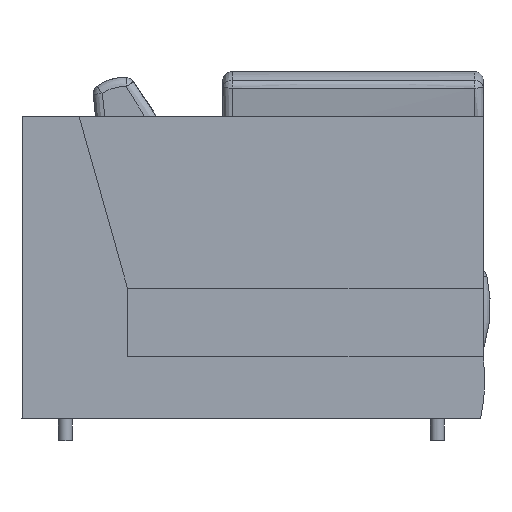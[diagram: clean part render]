
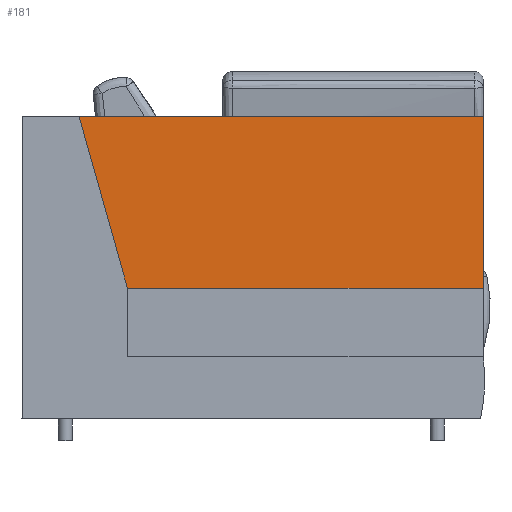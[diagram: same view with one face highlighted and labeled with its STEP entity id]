
A CAD part, left-side view. The second image highlights one B-rep face of the part: STEP entity #181.
In plain terms, the highlighted free-form (B-spline) face has degree [3, 1] with [4, 2] control points.
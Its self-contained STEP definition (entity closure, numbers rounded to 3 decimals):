
#30=B_SPLINE_CURVE_WITH_KNOTS($,1,(#4506,#4507),.UNSPECIFIED.,.F.,.F.,(2,
2),(-1147.632,-758.052),.UNSPECIFIED.);
#33=B_SPLINE_CURVE_WITH_KNOTS($,3,(#4512,#4513,#4514,#4515),.UNSPECIFIED.,
.F.,.F.,(4,4),(0.,29.692),.UNSPECIFIED.);
#35=B_SPLINE_CURVE_WITH_KNOTS($,1,(#4518,#4519),.UNSPECIFIED.,.F.,.F.,(2,
2),(-1147.632,-758.052),.UNSPECIFIED.);
#38=B_SPLINE_CURVE_WITH_KNOTS($,3,(#4526,#4527,#4528,#4529),.UNSPECIFIED.,
.F.,.F.,(4,4),(0.,29.692),.UNSPECIFIED.);
#181=ADVANCED_FACE($,(#348),#1832,.T.);
#348=FACE_OUTER_BOUND($,#515,.T.);
#515=EDGE_LOOP($,(#927,#928,#929,#930));
#927=ORIENTED_EDGE($,*,*,#1385,.T.);
#928=ORIENTED_EDGE($,*,*,#1382,.F.);
#929=ORIENTED_EDGE($,*,*,#1380,.F.);
#930=ORIENTED_EDGE($,*,*,#1377,.T.);
#1377=EDGE_CURVE($,#1608,#1609,#30,.T.);
#1380=EDGE_CURVE($,#1608,#1611,#33,.T.);
#1382=EDGE_CURVE($,#1611,#1601,#35,.T.);
#1385=EDGE_CURVE($,#1609,#1601,#38,.T.);
#1601=VERTEX_POINT($,#4598);
#1608=VERTEX_POINT($,#4605);
#1609=VERTEX_POINT($,#4606);
#1611=VERTEX_POINT($,#4608);
#1832=B_SPLINE_SURFACE_WITH_KNOTS($,3,1,((#4562,#4563),(#4564,#4565),(#4566,
#4567),(#4568,#4569)),.UNSPECIFIED.,.F.,.F.,.F.,(4,4),(2,2),(0.,29.692),
(758.052,1147.632),.UNSPECIFIED.);
#4506=CARTESIAN_POINT($,(17407.72,-26423.809,660.));
#4507=CARTESIAN_POINT($,(17407.72,-26529.391,285.));
#4512=CARTESIAN_POINT($,(17407.72,-26423.809,660.));
#4513=CARTESIAN_POINT($,(17407.726,-26717.679,660.001));
#4514=CARTESIAN_POINT($,(17407.733,-27011.548,660.002));
#4515=CARTESIAN_POINT($,(17407.739,-27305.417,660.004));
#4518=CARTESIAN_POINT($,(17407.739,-27305.417,660.004));
#4519=CARTESIAN_POINT($,(17407.728,-27305.417,285.007));
#4526=CARTESIAN_POINT($,(17407.72,-26529.391,285.));
#4527=CARTESIAN_POINT($,(17407.722,-26788.067,285.002));
#4528=CARTESIAN_POINT($,(17407.725,-27046.742,285.004));
#4529=CARTESIAN_POINT($,(17407.728,-27305.417,285.007));
#4562=CARTESIAN_POINT($,(17407.72,-26529.391,285.));
#4563=CARTESIAN_POINT($,(17407.72,-26423.809,660.));
#4564=CARTESIAN_POINT($,(17407.722,-26788.067,285.002));
#4565=CARTESIAN_POINT($,(17407.726,-26717.679,660.001));
#4566=CARTESIAN_POINT($,(17407.725,-27046.742,285.004));
#4567=CARTESIAN_POINT($,(17407.733,-27011.548,660.002));
#4568=CARTESIAN_POINT($,(17407.728,-27305.417,285.007));
#4569=CARTESIAN_POINT($,(17407.739,-27305.417,660.004));
#4598=CARTESIAN_POINT($,(17407.728,-27305.417,285.007));
#4605=CARTESIAN_POINT($,(17407.72,-26423.809,660.));
#4606=CARTESIAN_POINT($,(17407.72,-26529.391,285.));
#4608=CARTESIAN_POINT($,(17407.739,-27305.417,660.004));
